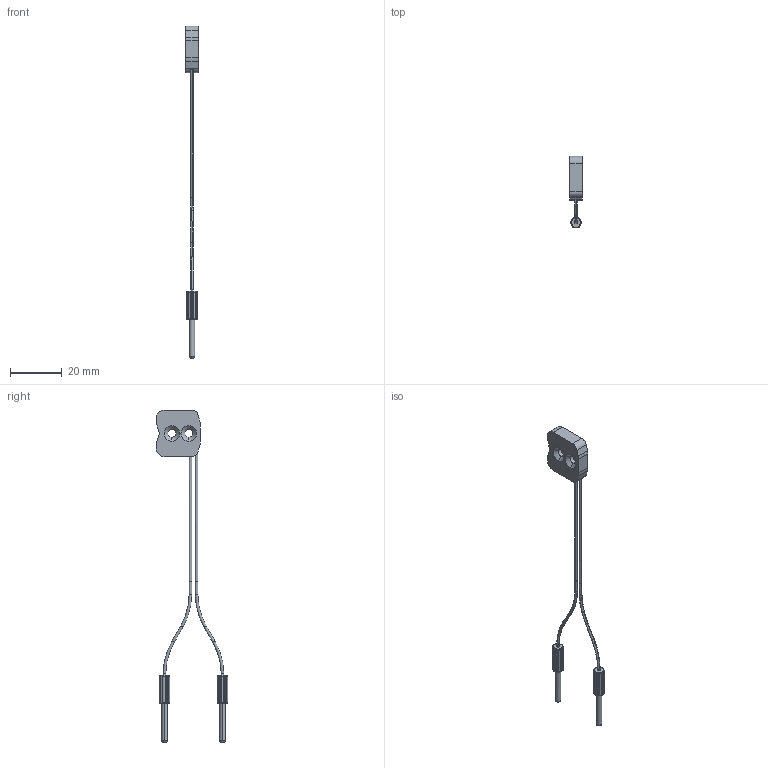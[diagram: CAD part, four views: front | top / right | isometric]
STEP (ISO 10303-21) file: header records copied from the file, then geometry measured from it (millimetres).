
FILE_DESCRIPTION((''),'2;1');
FILE_NAME('CAD2396_SW0001','2016-09-13T',('cmozuch'),(''),'PRO/ENGINEER BY PARAMETRIC TECHNOLOGY CORPORATION, 2015440','PRO/ENGINEER BY PARAMETRIC TECHNOLOGY CORPORATION, 2015440','');
FILE_SCHEMA(('CONFIG_CONTROL_DESIGN'));
Length unit declared in the file: millimetre
Products named in the file (1): CAD2396_SW0001
Bounding box: 5 x 27.49 x 127.91 mm (x, y, z)
Volume: 1842.3 mm3; surface area: 2144.1 mm2
Topology: 1 solids, 1 shells, 331 faces, 834 edges, 514 vertices
Faces by surface type: cylinder 158, bspline 96, torus 36, plane 33, cone 8
Entity records: 18216 total; most frequent: CARTESIAN_POINT 8774, ORIENTED_EDGE 1668, DIRECTION 1218, EDGE_CURVE 834, VERTEX_POINT 514, AXIS2_PLACEMENT_3D 494, B_SPLINE_CURVE_WITH_KNOTS 345, EDGE_LOOP 344
